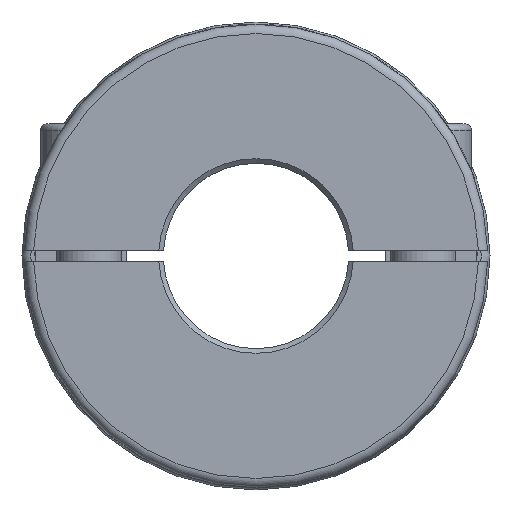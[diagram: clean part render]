
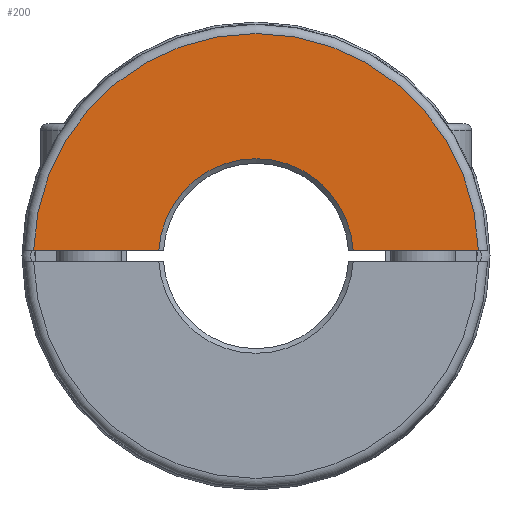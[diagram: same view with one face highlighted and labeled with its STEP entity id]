
A CAD part, left-side view. The second image highlights one B-rep face of the part: STEP entity #200.
In plain terms, the highlighted planar face has unit normal (-1, 0, 0).
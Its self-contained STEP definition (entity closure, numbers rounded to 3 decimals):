
#200 = ADVANCED_FACE( '', ( #556 ), #557, .F. );
#556 = FACE_OUTER_BOUND( '', #1151, .T. );
#557 = PLANE( '', #1152 );
#1151 = EDGE_LOOP( '', ( #1764, #1765, #1766, #1767 ) );
#1152 = AXIS2_PLACEMENT_3D( '', #1768, #1769, #1770 );
#1764 = ORIENTED_EDGE( '', *, *, #3025, .F. );
#1765 = ORIENTED_EDGE( '', *, *, #3026, .T. );
#1766 = ORIENTED_EDGE( '', *, *, #3027, .F. );
#1767 = ORIENTED_EDGE( '', *, *, #3028, .F. );
#1768 = CARTESIAN_POINT( '', ( -74.45, 0., 11.5 ) );
#1769 = DIRECTION( '', ( 1., 0., 0. ) );
#1770 = DIRECTION( '', ( 0., 0., 1. ) );
#3025 = EDGE_CURVE( '', #3520, #3521, #3522, .T. );
#3026 = EDGE_CURVE( '', #3520, #3523, #3524, .T. );
#3027 = EDGE_CURVE( '', #3525, #3523, #3526, .T. );
#3028 = EDGE_CURVE( '', #3521, #3525, #3527, .T. );
#3520 = VERTEX_POINT( '', #4252 );
#3521 = VERTEX_POINT( '', #4253 );
#3522 = LINE( '', #4254, #4255 );
#3523 = VERTEX_POINT( '', #4256 );
#3524 = CIRCLE( '', #4257, 21. );
#3525 = VERTEX_POINT( '', #4258 );
#3526 = LINE( '', #4259, #4260 );
#3527 = CIRCLE( '', #4261, 48. );
#4252 = CARTESIAN_POINT( '', ( -74.45, 20.966, 1.2 ) );
#4253 = CARTESIAN_POINT( '', ( -74.45, 47.985, 1.2 ) );
#4254 = CARTESIAN_POINT( '', ( -74.45, 0., 1.2 ) );
#4255 = VECTOR( '', #6186, 1000. );
#4256 = CARTESIAN_POINT( '', ( -74.45, -20.966, 1.2 ) );
#4257 = AXIS2_PLACEMENT_3D( '', #6187, #6188, #6189 );
#4258 = CARTESIAN_POINT( '', ( -74.45, -47.985, 1.2 ) );
#4259 = CARTESIAN_POINT( '', ( -74.45, 0., 1.2 ) );
#4260 = VECTOR( '', #6190, 1000. );
#4261 = AXIS2_PLACEMENT_3D( '', #6191, #6192, #6193 );
#6186 = DIRECTION( '', ( 0., 1., 0. ) );
#6187 = CARTESIAN_POINT( '', ( -74.45, 0., 0. ) );
#6188 = DIRECTION( '', ( 1., 0., 0. ) );
#6189 = DIRECTION( '', ( 0., 1., 0. ) );
#6190 = DIRECTION( '', ( 0., 1., 0. ) );
#6191 = CARTESIAN_POINT( '', ( -74.45, 0., 0. ) );
#6192 = DIRECTION( '', ( 1., 0., 0. ) );
#6193 = DIRECTION( '', ( 0., 0., 1. ) );
